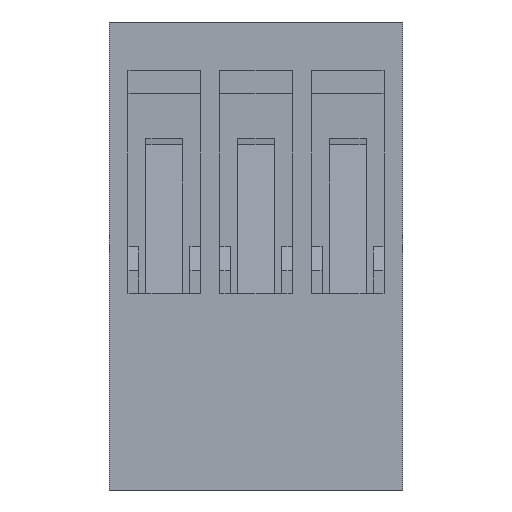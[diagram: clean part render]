
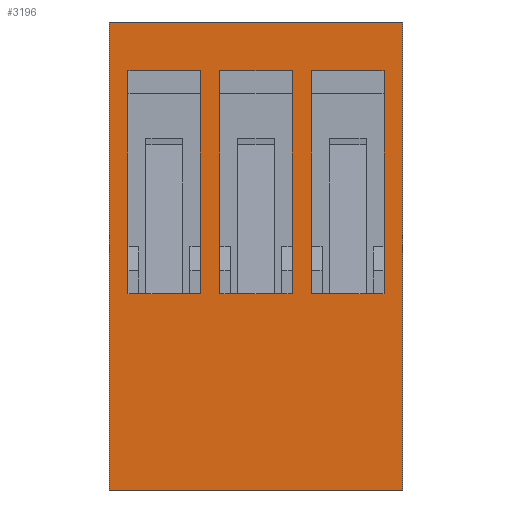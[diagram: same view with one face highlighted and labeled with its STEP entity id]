
A CAD part, front view. The second image highlights one B-rep face of the part: STEP entity #3196.
In plain terms, the highlighted planar face has unit normal (0, -1, 0).
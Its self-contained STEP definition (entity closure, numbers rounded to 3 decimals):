
#132=DIRECTION('',(-1.,0.,0.));
#133=VECTOR('',#132,8.128);
#134=CARTESIAN_POINT('',(4.064,-3.683,0.));
#135=LINE('',#134,#133);
#316=DIRECTION('',(-1.,0.,0.));
#317=VECTOR('',#316,8.128);
#318=CARTESIAN_POINT('',(4.064,-3.683,-12.954));
#319=LINE('',#318,#317);
#380=DIRECTION('',(0.,0.,-1.));
#381=VECTOR('',#380,12.954);
#382=CARTESIAN_POINT('',(4.064,-3.683,0.));
#383=LINE('',#382,#381);
#384=DIRECTION('',(1.,0.,0.));
#385=VECTOR('',#384,0.495);
#386=CARTESIAN_POINT('',(3.048,-3.683,-7.518));
#387=LINE('',#386,#385);
#388=DIRECTION('',(0.,0.,1.));
#389=VECTOR('',#388,6.172);
#390=CARTESIAN_POINT('',(3.543,-3.683,-7.518));
#391=LINE('',#390,#389);
#392=DIRECTION('',(1.,0.,0.));
#393=VECTOR('',#392,2.007);
#394=CARTESIAN_POINT('',(1.537,-3.683,-1.346));
#395=LINE('',#394,#393);
#396=DIRECTION('',(0.,0.,1.));
#397=VECTOR('',#396,6.172);
#398=CARTESIAN_POINT('',(1.537,-3.683,-7.518));
#399=LINE('',#398,#397);
#400=DIRECTION('',(1.,0.,0.));
#401=VECTOR('',#400,0.495);
#402=CARTESIAN_POINT('',(1.537,-3.683,-7.518));
#403=LINE('',#402,#401);
#404=DIRECTION('',(-1.,0.,0.));
#405=VECTOR('',#404,1.016);
#406=CARTESIAN_POINT('',(3.048,-3.683,-7.518));
#407=LINE('',#406,#405);
#408=DIRECTION('',(1.,0.,0.));
#409=VECTOR('',#408,0.495);
#410=CARTESIAN_POINT('',(0.508,-3.683,-7.518));
#411=LINE('',#410,#409);
#412=DIRECTION('',(0.,0.,1.));
#413=VECTOR('',#412,6.172);
#414=CARTESIAN_POINT('',(1.003,-3.683,-7.518));
#415=LINE('',#414,#413);
#416=DIRECTION('',(1.,0.,0.));
#417=VECTOR('',#416,2.007);
#418=CARTESIAN_POINT('',(-1.003,-3.683,-1.346));
#419=LINE('',#418,#417);
#420=DIRECTION('',(0.,0.,1.));
#421=VECTOR('',#420,6.172);
#422=CARTESIAN_POINT('',(-1.003,-3.683,-7.518));
#423=LINE('',#422,#421);
#424=DIRECTION('',(1.,0.,0.));
#425=VECTOR('',#424,0.495);
#426=CARTESIAN_POINT('',(-1.003,-3.683,-7.518));
#427=LINE('',#426,#425);
#428=DIRECTION('',(-1.,0.,0.));
#429=VECTOR('',#428,1.016);
#430=CARTESIAN_POINT('',(0.508,-3.683,-7.518));
#431=LINE('',#430,#429);
#432=DIRECTION('',(1.,0.,0.));
#433=VECTOR('',#432,0.495);
#434=CARTESIAN_POINT('',(-2.032,-3.683,-7.518));
#435=LINE('',#434,#433);
#436=DIRECTION('',(0.,0.,1.));
#437=VECTOR('',#436,6.172);
#438=CARTESIAN_POINT('',(-1.537,-3.683,-7.518));
#439=LINE('',#438,#437);
#440=DIRECTION('',(1.,0.,0.));
#441=VECTOR('',#440,2.007);
#442=CARTESIAN_POINT('',(-3.543,-3.683,-1.346));
#443=LINE('',#442,#441);
#444=DIRECTION('',(0.,0.,1.));
#445=VECTOR('',#444,6.172);
#446=CARTESIAN_POINT('',(-3.543,-3.683,-7.518));
#447=LINE('',#446,#445);
#448=DIRECTION('',(1.,0.,0.));
#449=VECTOR('',#448,0.495);
#450=CARTESIAN_POINT('',(-3.543,-3.683,-7.518));
#451=LINE('',#450,#449);
#452=DIRECTION('',(-1.,0.,0.));
#453=VECTOR('',#452,1.016);
#454=CARTESIAN_POINT('',(-2.032,-3.683,-7.518));
#455=LINE('',#454,#453);
#715=DIRECTION('',(0.,0.,-1.));
#716=VECTOR('',#715,12.954);
#717=CARTESIAN_POINT('',(-4.064,-3.683,0.));
#718=LINE('',#717,#716);
#2132=CARTESIAN_POINT('',(4.064,-3.683,0.));
#2133=CARTESIAN_POINT('',(-4.064,-3.683,0.));
#2134=VERTEX_POINT('',#2132);
#2135=VERTEX_POINT('',#2133);
#2136=CARTESIAN_POINT('',(4.064,-3.683,-12.954));
#2137=CARTESIAN_POINT('',(-4.064,-3.683,-12.954));
#2138=VERTEX_POINT('',#2136);
#2139=VERTEX_POINT('',#2137);
#2256=CARTESIAN_POINT('',(3.543,-3.683,-7.518));
#2257=CARTESIAN_POINT('',(3.543,-3.683,-1.346));
#2258=VERTEX_POINT('',#2256);
#2259=VERTEX_POINT('',#2257);
#2260=CARTESIAN_POINT('',(1.537,-3.683,-7.518));
#2261=CARTESIAN_POINT('',(1.537,-3.683,-1.346));
#2262=VERTEX_POINT('',#2260);
#2263=VERTEX_POINT('',#2261);
#2324=CARTESIAN_POINT('',(1.003,-3.683,-7.518));
#2325=CARTESIAN_POINT('',(1.003,-3.683,-1.346));
#2326=VERTEX_POINT('',#2324);
#2327=VERTEX_POINT('',#2325);
#2328=CARTESIAN_POINT('',(-1.003,-3.683,-7.518));
#2329=CARTESIAN_POINT('',(-1.003,-3.683,-1.346));
#2330=VERTEX_POINT('',#2328);
#2331=VERTEX_POINT('',#2329);
#2372=CARTESIAN_POINT('',(3.048,-3.683,-7.518));
#2373=CARTESIAN_POINT('',(2.032,-3.683,-7.518));
#2374=VERTEX_POINT('',#2372);
#2375=VERTEX_POINT('',#2373);
#2396=CARTESIAN_POINT('',(0.508,-3.683,-7.518));
#2397=CARTESIAN_POINT('',(-0.508,-3.683,-7.518));
#2398=VERTEX_POINT('',#2396);
#2399=VERTEX_POINT('',#2397);
#2488=CARTESIAN_POINT('',(-1.537,-3.683,-7.518));
#2489=CARTESIAN_POINT('',(-1.537,-3.683,-1.346));
#2490=VERTEX_POINT('',#2488);
#2491=VERTEX_POINT('',#2489);
#2492=CARTESIAN_POINT('',(-3.543,-3.683,-7.518));
#2493=CARTESIAN_POINT('',(-3.543,-3.683,-1.346));
#2494=VERTEX_POINT('',#2492);
#2495=VERTEX_POINT('',#2493);
#2520=CARTESIAN_POINT('',(-2.032,-3.683,-7.518));
#2521=CARTESIAN_POINT('',(-3.048,-3.683,-7.518));
#2522=VERTEX_POINT('',#2520);
#2523=VERTEX_POINT('',#2521);
#3142=CARTESIAN_POINT('',(4.064,-3.683,0.));
#3143=DIRECTION('',(0.,-1.,0.));
#3144=DIRECTION('',(-1.,0.,0.));
#3145=AXIS2_PLACEMENT_3D('',#3142,#3143,#3144);
#3146=PLANE('',#3145);
#3147=ORIENTED_EDGE('',*,*,#2811,.F.);
#3149=ORIENTED_EDGE('',*,*,#3148,.T.);
#3150=ORIENTED_EDGE('',*,*,#3102,.T.);
#3152=ORIENTED_EDGE('',*,*,#3151,.F.);
#3153=EDGE_LOOP('',(#3147,#3149,#3150,#3152));
#3154=FACE_OUTER_BOUND('',#3153,.F.);
#3156=ORIENTED_EDGE('',*,*,#3155,.T.);
#3158=ORIENTED_EDGE('',*,*,#3157,.T.);
#3160=ORIENTED_EDGE('',*,*,#3159,.F.);
#3162=ORIENTED_EDGE('',*,*,#3161,.F.);
#3164=ORIENTED_EDGE('',*,*,#3163,.T.);
#3166=ORIENTED_EDGE('',*,*,#3165,.F.);
#3167=EDGE_LOOP('',(#3156,#3158,#3160,#3162,#3164,#3166));
#3168=FACE_BOUND('',#3167,.F.);
#3170=ORIENTED_EDGE('',*,*,#3169,.T.);
#3172=ORIENTED_EDGE('',*,*,#3171,.T.);
#3174=ORIENTED_EDGE('',*,*,#3173,.F.);
#3176=ORIENTED_EDGE('',*,*,#3175,.F.);
#3178=ORIENTED_EDGE('',*,*,#3177,.T.);
#3180=ORIENTED_EDGE('',*,*,#3179,.F.);
#3181=EDGE_LOOP('',(#3170,#3172,#3174,#3176,#3178,#3180));
#3182=FACE_BOUND('',#3181,.F.);
#3184=ORIENTED_EDGE('',*,*,#3183,.T.);
#3186=ORIENTED_EDGE('',*,*,#3185,.T.);
#3188=ORIENTED_EDGE('',*,*,#3187,.F.);
#3189=ORIENTED_EDGE('',*,*,#3074,.F.);
#3191=ORIENTED_EDGE('',*,*,#3190,.T.);
#3193=ORIENTED_EDGE('',*,*,#3192,.F.);
#3194=EDGE_LOOP('',(#3184,#3186,#3188,#3189,#3191,#3193));
#3195=FACE_BOUND('',#3194,.F.);
#3196=ADVANCED_FACE('',(#3154,#3168,#3182,#3195),#3146,.T.);
#2811=EDGE_CURVE('',#2134,#2135,#135,.T.);
#3074=EDGE_CURVE('',#2494,#2495,#447,.T.);
#3102=EDGE_CURVE('',#2138,#2139,#319,.T.);
#3148=EDGE_CURVE('',#2134,#2138,#383,.T.);
#3151=EDGE_CURVE('',#2135,#2139,#718,.T.);
#3155=EDGE_CURVE('',#2374,#2258,#387,.T.);
#3157=EDGE_CURVE('',#2258,#2259,#391,.T.);
#3159=EDGE_CURVE('',#2263,#2259,#395,.T.);
#3161=EDGE_CURVE('',#2262,#2263,#399,.T.);
#3163=EDGE_CURVE('',#2262,#2375,#403,.T.);
#3165=EDGE_CURVE('',#2374,#2375,#407,.T.);
#3169=EDGE_CURVE('',#2398,#2326,#411,.T.);
#3171=EDGE_CURVE('',#2326,#2327,#415,.T.);
#3173=EDGE_CURVE('',#2331,#2327,#419,.T.);
#3175=EDGE_CURVE('',#2330,#2331,#423,.T.);
#3177=EDGE_CURVE('',#2330,#2399,#427,.T.);
#3179=EDGE_CURVE('',#2398,#2399,#431,.T.);
#3183=EDGE_CURVE('',#2522,#2490,#435,.T.);
#3185=EDGE_CURVE('',#2490,#2491,#439,.T.);
#3187=EDGE_CURVE('',#2495,#2491,#443,.T.);
#3190=EDGE_CURVE('',#2494,#2523,#451,.T.);
#3192=EDGE_CURVE('',#2522,#2523,#455,.T.);
